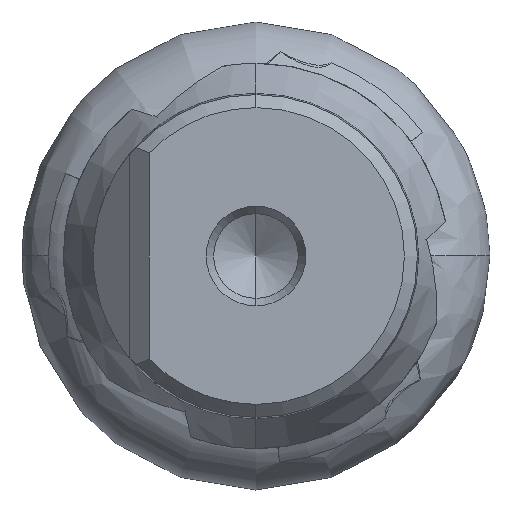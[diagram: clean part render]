
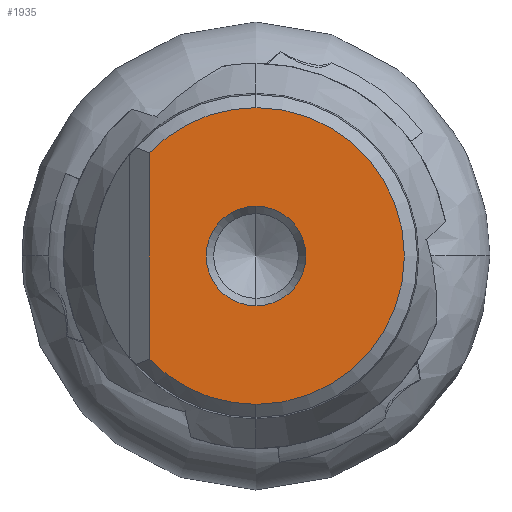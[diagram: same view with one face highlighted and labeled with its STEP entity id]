
A CAD part, left-side view. The second image highlights one B-rep face of the part: STEP entity #1935.
In plain terms, the highlighted planar face has unit normal (-1, 0, 0).
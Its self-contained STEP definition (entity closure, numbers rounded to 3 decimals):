
#161 = VERTEX_POINT ( 'NONE', #4888 ) ;
#206 = VECTOR ( 'NONE', #2663, 1000. ) ;
#571 = AXIS2_PLACEMENT_3D ( 'NONE', #1828, #4121, #911 ) ;
#650 = CIRCLE ( 'NONE', #2731, 11.4 ) ;
#669 = ORIENTED_EDGE ( 'NONE', *, *, #2699, .F. ) ;
#799 = EDGE_CURVE ( 'NONE', #161, #5212, #4793, .T. ) ;
#911 = DIRECTION ( 'NONE',  ( 0., 0., -1. ) ) ;
#975 = VERTEX_POINT ( 'NONE', #5490 ) ;
#1173 = CIRCLE ( 'NONE', #1909, 3.827 ) ;
#1311 = CARTESIAN_POINT ( 'NONE',  ( -98.75, 8.2, -25. ) ) ;
#1333 = DIRECTION ( 'NONE',  ( -1., 0., 0. ) ) ;
#1372 = FACE_OUTER_BOUND ( 'NONE', #5415, .T. ) ;
#1528 = ORIENTED_EDGE ( 'NONE', *, *, #1926, .F. ) ;
#1687 = CIRCLE ( 'NONE', #571, 11.4 ) ;
#1763 = DIRECTION ( 'NONE',  ( 0., 0., -1. ) ) ;
#1782 = DIRECTION ( 'NONE',  ( 1., 0., 0. ) ) ;
#1828 = CARTESIAN_POINT ( 'NONE',  ( -98.75, 0., 0. ) ) ;
#1909 = AXIS2_PLACEMENT_3D ( 'NONE', #4806, #3925, #3943 ) ;
#1926 = EDGE_CURVE ( 'NONE', #4100, #161, #3981, .T. ) ;
#1935 = ADVANCED_FACE ( 'NONE', ( #1372, #2728 ), #2710, .T. ) ;
#2116 = ORIENTED_EDGE ( 'NONE', *, *, #4675, .T. ) ;
#2383 = DIRECTION ( 'NONE',  ( 1., 0., 0. ) ) ;
#2663 = DIRECTION ( 'NONE',  ( 0., 0., 1. ) ) ;
#2699 = EDGE_CURVE ( 'NONE', #5212, #975, #1687, .T. ) ;
#2710 = PLANE ( 'NONE',  #4693 ) ;
#2728 = FACE_BOUND ( 'NONE', #5364, .T. ) ;
#2731 = AXIS2_PLACEMENT_3D ( 'NONE', #4539, #1782, #1763 ) ;
#2791 = ORIENTED_EDGE ( 'NONE', *, *, #4846, .T. ) ;
#3095 = DIRECTION ( 'NONE',  ( 0., 0., -1. ) ) ;
#3195 = AXIS2_PLACEMENT_3D ( 'NONE', #5876, #3557, #3095 ) ;
#3254 = DIRECTION ( 'NONE',  ( 0., 0., 1. ) ) ;
#3557 = DIRECTION ( 'NONE',  ( 1., 0., 0. ) ) ;
#3826 = CARTESIAN_POINT ( 'NONE',  ( -98.75, 0., 11.4 ) ) ;
#3910 = ORIENTED_EDGE ( 'NONE', *, *, #799, .F. ) ;
#3925 = DIRECTION ( 'NONE',  ( 1., 0., 0. ) ) ;
#3943 = DIRECTION ( 'NONE',  ( 0., 0., -1. ) ) ;
#3967 = CARTESIAN_POINT ( 'NONE',  ( -98.75, 8.2, -7.92 ) ) ;
#3981 = LINE ( 'NONE', #1311, #206 ) ;
#3998 = CIRCLE ( 'NONE', #4672, 3.827 ) ;
#4100 = VERTEX_POINT ( 'NONE', #3967 ) ;
#4121 = DIRECTION ( 'NONE',  ( 1., 0., 0. ) ) ;
#4196 = VERTEX_POINT ( 'NONE', #5920 ) ;
#4199 = DIRECTION ( 'NONE',  ( 0., 0., -1. ) ) ;
#4225 = EDGE_CURVE ( 'NONE', #975, #4100, #650, .T. ) ;
#4231 = VERTEX_POINT ( 'NONE', #4498 ) ;
#4498 = CARTESIAN_POINT ( 'NONE',  ( -98.75, 0., 3.827 ) ) ;
#4539 = CARTESIAN_POINT ( 'NONE',  ( -98.75, 0., 0. ) ) ;
#4672 = AXIS2_PLACEMENT_3D ( 'NONE', #5528, #2383, #4199 ) ;
#4675 = EDGE_CURVE ( 'NONE', #4196, #4231, #3998, .T. ) ;
#4693 = AXIS2_PLACEMENT_3D ( 'NONE', #5056, #1333, #3254 ) ;
#4793 = CIRCLE ( 'NONE', #3195, 11.4 ) ;
#4806 = CARTESIAN_POINT ( 'NONE',  ( -98.75, 0., 0. ) ) ;
#4846 = EDGE_CURVE ( 'NONE', #4231, #4196, #1173, .T. ) ;
#4888 = CARTESIAN_POINT ( 'NONE',  ( -98.75, 8.2, 7.92 ) ) ;
#5056 = CARTESIAN_POINT ( 'NONE',  ( -98.75, 11.4, 0. ) ) ;
#5212 = VERTEX_POINT ( 'NONE', #3826 ) ;
#5364 = EDGE_LOOP ( 'NONE', ( #2791, #2116 ) ) ;
#5415 = EDGE_LOOP ( 'NONE', ( #1528, #5734, #669, #3910 ) ) ;
#5490 = CARTESIAN_POINT ( 'NONE',  ( -98.75, 0., -11.4 ) ) ;
#5528 = CARTESIAN_POINT ( 'NONE',  ( -98.75, 0., 0. ) ) ;
#5734 = ORIENTED_EDGE ( 'NONE', *, *, #4225, .F. ) ;
#5876 = CARTESIAN_POINT ( 'NONE',  ( -98.75, 0., 0. ) ) ;
#5920 = CARTESIAN_POINT ( 'NONE',  ( -98.75, 0., -3.827 ) ) ;
